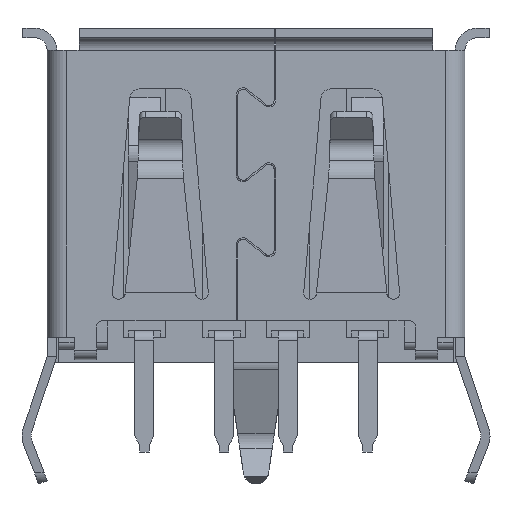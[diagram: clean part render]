
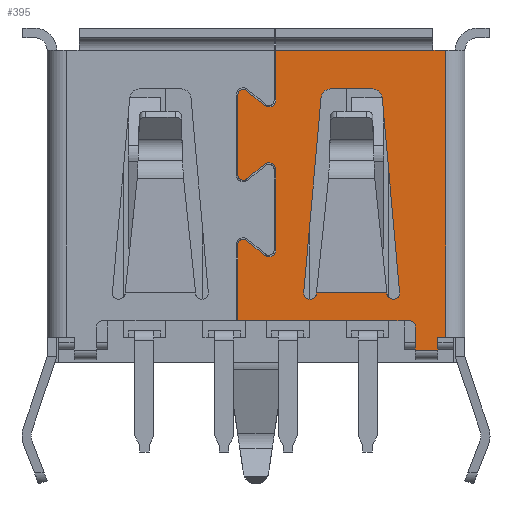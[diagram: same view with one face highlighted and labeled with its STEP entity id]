
A CAD part, front view. The second image highlights one B-rep face of the part: STEP entity #395.
In plain terms, the highlighted planar face has unit normal (0, -1, 0).
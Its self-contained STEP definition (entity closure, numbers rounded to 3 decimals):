
#395=ADVANCED_FACE('',(#1319,#1320),#1321,.T.);
#1319=FACE_OUTER_BOUND('',#2805,.T.);
#1320=FACE_BOUND('',#2806,.T.);
#1321=PLANE('',#2807);
#2805=EDGE_LOOP('',(#6779,#6780,#6781,#6782,#6783,#6784,#6785,#6786,#6787,#6788,#6789,#6790,#6791,#6792,#6793,#6794,#6795,#6796,#6797,#6798,#6799,#6800));
#2806=EDGE_LOOP('',(#6801,#6802,#6803,#6804,#6805,#6806,#6807,#6808,#6809,#6810));
#2807=AXIS2_PLACEMENT_3D('',#6811,#6812,#6813);
#6779=ORIENTED_EDGE('',*,*,#9968,.F.);
#6780=ORIENTED_EDGE('',*,*,#9969,.F.);
#6781=ORIENTED_EDGE('',*,*,#9970,.F.);
#6782=ORIENTED_EDGE('',*,*,#9971,.T.);
#6783=ORIENTED_EDGE('',*,*,#9972,.T.);
#6784=ORIENTED_EDGE('',*,*,#9973,.T.);
#6785=ORIENTED_EDGE('',*,*,#9974,.T.);
#6786=ORIENTED_EDGE('',*,*,#9975,.F.);
#6787=ORIENTED_EDGE('',*,*,#9976,.F.);
#6788=ORIENTED_EDGE('',*,*,#9977,.T.);
#6789=ORIENTED_EDGE('',*,*,#9978,.F.);
#6790=ORIENTED_EDGE('',*,*,#9979,.F.);
#6791=ORIENTED_EDGE('',*,*,#9980,.T.);
#6792=ORIENTED_EDGE('',*,*,#9981,.F.);
#6793=ORIENTED_EDGE('',*,*,#9982,.T.);
#6794=ORIENTED_EDGE('',*,*,#9983,.F.);
#6795=ORIENTED_EDGE('',*,*,#9984,.F.);
#6796=ORIENTED_EDGE('',*,*,#9985,.F.);
#6797=ORIENTED_EDGE('',*,*,#9986,.F.);
#6798=ORIENTED_EDGE('',*,*,#9987,.F.);
#6799=ORIENTED_EDGE('',*,*,#9988,.T.);
#6800=ORIENTED_EDGE('',*,*,#9989,.F.);
#6801=ORIENTED_EDGE('',*,*,#9990,.F.);
#6802=ORIENTED_EDGE('',*,*,#8895,.F.);
#6803=ORIENTED_EDGE('',*,*,#9991,.F.);
#6804=ORIENTED_EDGE('',*,*,#9992,.F.);
#6805=ORIENTED_EDGE('',*,*,#9993,.F.);
#6806=ORIENTED_EDGE('',*,*,#9994,.F.);
#6807=ORIENTED_EDGE('',*,*,#9995,.F.);
#6808=ORIENTED_EDGE('',*,*,#9937,.F.);
#6809=ORIENTED_EDGE('',*,*,#9934,.F.);
#6810=ORIENTED_EDGE('',*,*,#8903,.F.);
#6811=CARTESIAN_POINT('',(-5.95,-2.86,-4.8));
#6812=DIRECTION('',(0.0,-1.0,0.0));
#6813=DIRECTION('',(0.0,0.0,-1.0));
#8895=EDGE_CURVE('',#10653,#10656,#10657,.T.);
#8903=EDGE_CURVE('',#10670,#10662,#10672,.T.);
#9934=EDGE_CURVE('',#10662,#12414,#12415,.T.);
#9937=EDGE_CURVE('',#12414,#12417,#12419,.T.);
#9968=EDGE_CURVE('',#12478,#12479,#12480,.T.);
#9969=EDGE_CURVE('',#12481,#12478,#12482,.T.);
#9970=EDGE_CURVE('',#12483,#12481,#12484,.T.);
#9971=EDGE_CURVE('',#12483,#12485,#12486,.T.);
#9972=EDGE_CURVE('',#12485,#12487,#12488,.T.);
#9973=EDGE_CURVE('',#12487,#12489,#12490,.T.);
#9974=EDGE_CURVE('',#12489,#12491,#12492,.T.);
#9975=EDGE_CURVE('',#12493,#12491,#12494,.T.);
#9976=EDGE_CURVE('',#12495,#12493,#12496,.T.);
#9977=EDGE_CURVE('',#12495,#12497,#12498,.T.);
#9978=EDGE_CURVE('',#12499,#12497,#12500,.T.);
#9979=EDGE_CURVE('',#12501,#12499,#12502,.T.);
#9980=EDGE_CURVE('',#12501,#12503,#12504,.T.);
#9981=EDGE_CURVE('',#12505,#12503,#12506,.T.);
#9982=EDGE_CURVE('',#12505,#12507,#12508,.T.);
#9983=EDGE_CURVE('',#12509,#12507,#12510,.T.);
#9984=EDGE_CURVE('',#12511,#12509,#12512,.T.);
#9985=EDGE_CURVE('',#12513,#12511,#12514,.T.);
#9986=EDGE_CURVE('',#12515,#12513,#12516,.T.);
#9987=EDGE_CURVE('',#12517,#12515,#12518,.T.);
#9988=EDGE_CURVE('',#12517,#12519,#12520,.T.);
#9989=EDGE_CURVE('',#12479,#12519,#12521,.T.);
#9990=EDGE_CURVE('',#10656,#10670,#12522,.T.);
#9991=EDGE_CURVE('',#12523,#10653,#12524,.T.);
#9992=EDGE_CURVE('',#12525,#12523,#12526,.T.);
#9993=EDGE_CURVE('',#12527,#12525,#12528,.T.);
#9994=EDGE_CURVE('',#12529,#12527,#12530,.T.);
#9995=EDGE_CURVE('',#12417,#12529,#12531,.T.);
#10653=VERTEX_POINT('',#13385);
#10656=VERTEX_POINT('',#13389);
#10657=CIRCLE('',#13390,0.2);
#10662=VERTEX_POINT('',#13408);
#10670=VERTEX_POINT('',#13425);
#10672=CIRCLE('',#13428,0.2);
#12414=VERTEX_POINT('',#16278);
#12415=CIRCLE('',#16279,0.2);
#12417=VERTEX_POINT('',#16282);
#12419=LINE('',#16285,#16286);
#12478=VERTEX_POINT('',#16364);
#12479=VERTEX_POINT('',#16365);
#12480=LINE('',#16366,#16367);
#12481=VERTEX_POINT('',#16368);
#12482=CIRCLE('',#16369,0.2);
#12483=VERTEX_POINT('',#16370);
#12484=LINE('',#16371,#16372);
#12485=VERTEX_POINT('',#16373);
#12486=LINE('',#16374,#16375);
#12487=VERTEX_POINT('',#16376);
#12488=LINE('',#16377,#16378);
#12489=VERTEX_POINT('',#16379);
#12490=LINE('',#16380,#16381);
#12491=VERTEX_POINT('',#16382);
#12492=LINE('',#16383,#16384);
#12493=VERTEX_POINT('',#16385);
#12494=LINE('',#16386,#16387);
#12495=VERTEX_POINT('',#16388);
#12496=LINE('',#16389,#16390);
#12497=VERTEX_POINT('',#16391);
#12498=LINE('',#16392,#16393);
#12499=VERTEX_POINT('',#16394);
#12500=CIRCLE('',#16395,0.225);
#12501=VERTEX_POINT('',#16396);
#12502=LINE('',#16397,#16398);
#12503=VERTEX_POINT('',#16399);
#12504=CIRCLE('',#16400,0.175);
#12505=VERTEX_POINT('',#16401);
#12506=LINE('',#16402,#16403);
#12507=VERTEX_POINT('',#16404);
#12508=CIRCLE('',#16405,0.175);
#12509=VERTEX_POINT('',#16406);
#12510=LINE('',#16407,#16408);
#12511=VERTEX_POINT('',#16409);
#12512=CIRCLE('',#16410,0.225);
#12513=VERTEX_POINT('',#16411);
#12514=LINE('',#16412,#16413);
#12515=VERTEX_POINT('',#16414);
#12516=CIRCLE('',#16415,0.225);
#12517=VERTEX_POINT('',#16416);
#12518=LINE('',#16417,#16418);
#12519=VERTEX_POINT('',#16419);
#12520=CIRCLE('',#16420,0.175);
#12521=LINE('',#16421,#16422);
#12522=LINE('',#16423,#16424);
#12523=VERTEX_POINT('',#16425);
#12524=CIRCLE('',#16426,0.2);
#12525=VERTEX_POINT('',#16427);
#12526=LINE('',#16428,#16429);
#12527=VERTEX_POINT('',#16430);
#12528=CIRCLE('',#16431,0.3);
#12529=VERTEX_POINT('',#16432);
#12530=LINE('',#16433,#16434);
#12531=CIRCLE('',#16435,0.3);
#13385=CARTESIAN_POINT('',(1.495,-2.86,-2.81));
#13389=CARTESIAN_POINT('',(1.896,-2.86,-2.81));
#13390=AXIS2_PLACEMENT_3D('',#17844,#17845,#17846);
#13408=CARTESIAN_POINT('',(4.505,-2.86,-2.81));
#13425=CARTESIAN_POINT('',(4.104,-2.86,-2.81));
#13428=AXIS2_PLACEMENT_3D('',#17853,#17854,#17855);
#16278=CARTESIAN_POINT('',(4.504,-2.86,-2.792));
#16279=AXIS2_PLACEMENT_3D('',#19113,#19114,#19115);
#16282=CARTESIAN_POINT('',(3.959,-2.86,3.317));
#16285=CARTESIAN_POINT('',(4.504,-2.86,-2.792));
#16286=VECTOR('',#19118,6.133);
#16364=CARTESIAN_POINT('',(4.8,-2.86,-3.68));
#16365=CARTESIAN_POINT('',(-0.575,-2.86,-3.68));
#16366=CARTESIAN_POINT('',(4.8,-2.86,-3.68));
#16367=VECTOR('',#19171,5.375);
#16368=CARTESIAN_POINT('',(5.0,-2.86,-3.88));
#16369=AXIS2_PLACEMENT_3D('',#19172,#19173,#19174);
#16370=CARTESIAN_POINT('',(5.0,-2.86,-4.6));
#16371=CARTESIAN_POINT('',(5.0,-2.86,-4.6));
#16372=VECTOR('',#19175,0.72);
#16373=CARTESIAN_POINT('',(5.7,-2.86,-4.6));
#16374=CARTESIAN_POINT('',(5.0,-2.86,-4.6));
#16375=VECTOR('',#19176,0.7);
#16376=CARTESIAN_POINT('',(5.7,-2.86,-4.2));
#16377=CARTESIAN_POINT('',(5.7,-2.86,-4.6));
#16378=VECTOR('',#19177,0.4);
#16379=CARTESIAN_POINT('',(5.95,-2.86,-4.2));
#16380=CARTESIAN_POINT('',(5.7,-2.86,-4.2));
#16381=VECTOR('',#19178,0.25);
#16382=CARTESIAN_POINT('',(5.95,-2.86,4.8));
#16383=CARTESIAN_POINT('',(5.95,-2.86,-4.2));
#16384=VECTOR('',#19179,9.0);
#16385=CARTESIAN_POINT('',(5.55,-2.86,4.8));
#16386=CARTESIAN_POINT('',(5.55,-2.86,4.8));
#16387=VECTOR('',#19180,0.4);
#16388=CARTESIAN_POINT('',(0.625,-2.86,4.8));
#16389=CARTESIAN_POINT('',(0.625,-2.86,4.8));
#16390=VECTOR('',#19181,4.925);
#16391=CARTESIAN_POINT('',(0.625,-2.86,3.25));
#16392=CARTESIAN_POINT('',(0.625,-2.86,4.8));
#16393=VECTOR('',#19182,1.55);
#16394=CARTESIAN_POINT('',(0.255,-2.86,3.078));
#16395=AXIS2_PLACEMENT_3D('',#19183,#19184,#19185);
#16396=CARTESIAN_POINT('',(-0.287,-2.86,3.534));
#16397=CARTESIAN_POINT('',(-0.287,-2.86,3.534));
#16398=VECTOR('',#19186,0.709);
#16399=CARTESIAN_POINT('',(-0.575,-2.86,3.4));
#16400=AXIS2_PLACEMENT_3D('',#19187,#19188,#19189);
#16401=CARTESIAN_POINT('',(-0.575,-2.86,0.9));
#16402=CARTESIAN_POINT('',(-0.575,-2.86,0.9));
#16403=VECTOR('',#19190,2.5);
#16404=CARTESIAN_POINT('',(-0.287,-2.86,0.766));
#16405=AXIS2_PLACEMENT_3D('',#19191,#19192,#19193);
#16406=CARTESIAN_POINT('',(0.255,-2.86,1.222));
#16407=CARTESIAN_POINT('',(0.255,-2.86,1.222));
#16408=VECTOR('',#19194,0.709);
#16409=CARTESIAN_POINT('',(0.625,-2.86,1.05));
#16410=AXIS2_PLACEMENT_3D('',#19195,#19196,#19197);
#16411=CARTESIAN_POINT('',(0.625,-2.86,-1.45));
#16412=CARTESIAN_POINT('',(0.625,-2.86,-1.45));
#16413=VECTOR('',#19198,2.5);
#16414=CARTESIAN_POINT('',(0.255,-2.86,-1.622));
#16415=AXIS2_PLACEMENT_3D('',#19199,#19200,#19201);
#16416=CARTESIAN_POINT('',(-0.287,-2.86,-1.166));
#16417=CARTESIAN_POINT('',(-0.287,-2.86,-1.166));
#16418=VECTOR('',#19202,0.709);
#16419=CARTESIAN_POINT('',(-0.575,-2.86,-1.3));
#16420=AXIS2_PLACEMENT_3D('',#19203,#19204,#19205);
#16421=CARTESIAN_POINT('',(-0.575,-2.86,-3.68));
#16422=VECTOR('',#19206,2.38);
#16423=CARTESIAN_POINT('',(1.896,-2.86,-2.81));
#16424=VECTOR('',#19207,2.209);
#16425=CARTESIAN_POINT('',(1.496,-2.86,-2.792));
#16426=AXIS2_PLACEMENT_3D('',#19208,#19209,#19210);
#16427=CARTESIAN_POINT('',(2.041,-2.86,3.317));
#16428=CARTESIAN_POINT('',(2.041,-2.86,3.317));
#16429=VECTOR('',#19211,6.133);
#16430=CARTESIAN_POINT('',(2.34,-2.86,3.59));
#16431=AXIS2_PLACEMENT_3D('',#19212,#19213,#19214);
#16432=CARTESIAN_POINT('',(3.66,-2.86,3.59));
#16433=CARTESIAN_POINT('',(3.66,-2.86,3.59));
#16434=VECTOR('',#19215,1.32);
#16435=AXIS2_PLACEMENT_3D('',#19216,#19217,#19218);
#17844=CARTESIAN_POINT('',(1.695,-2.86,-2.81));
#17845=DIRECTION('',(0.0,-1.0,0.0));
#17846=DIRECTION('',(-0.996,0.0,0.089));
#17853=CARTESIAN_POINT('',(4.305,-2.86,-2.81));
#17854=DIRECTION('',(0.0,-1.0,0.0));
#17855=DIRECTION('',(-1.0,0.0,0.0));
#19113=CARTESIAN_POINT('',(4.305,-2.86,-2.81));
#19114=DIRECTION('',(0.0,-1.0,0.0));
#19115=DIRECTION('',(-1.0,0.0,0.0));
#19118=DIRECTION('',(-0.089,0.0,0.996));
#19171=DIRECTION('',(-1.0,0.0,0.0));
#19172=CARTESIAN_POINT('',(4.8,-2.86,-3.88));
#19173=DIRECTION('',(0.0,-1.0,0.0));
#19174=DIRECTION('',(1.0,0.0,0.0));
#19175=DIRECTION('',(0.0,0.0,1.0));
#19176=DIRECTION('',(1.0,0.0,0.0));
#19177=DIRECTION('',(0.0,0.0,1.0));
#19178=DIRECTION('',(1.0,0.0,0.0));
#19179=DIRECTION('',(0.0,0.0,1.0));
#19180=DIRECTION('',(1.0,0.0,0.0));
#19181=DIRECTION('',(1.0,0.0,0.0));
#19182=DIRECTION('',(0.0,0.0,-1.0));
#19183=CARTESIAN_POINT('',(0.4,-2.86,3.25));
#19184=DIRECTION('',(0.0,-1.0,-0.0));
#19185=DIRECTION('',(-0.644,0.0,-0.765));
#19186=DIRECTION('',(0.765,0.0,-0.644));
#19187=CARTESIAN_POINT('',(-0.4,-2.86,3.4));
#19188=DIRECTION('',(0.0,-1.0,0.0));
#19189=DIRECTION('',(0.644,0.0,0.765));
#19190=DIRECTION('',(0.0,0.0,1.0));
#19191=CARTESIAN_POINT('',(-0.4,-2.86,0.9));
#19192=DIRECTION('',(0.0,-1.0,0.0));
#19193=DIRECTION('',(-1.0,0.0,0.0));
#19194=DIRECTION('',(-0.765,0.0,-0.644));
#19195=CARTESIAN_POINT('',(0.4,-2.86,1.05));
#19196=DIRECTION('',(0.0,-1.0,0.0));
#19197=DIRECTION('',(1.0,0.0,0.0));
#19198=DIRECTION('',(0.0,0.0,1.0));
#19199=CARTESIAN_POINT('',(0.4,-2.86,-1.45));
#19200=DIRECTION('',(0.0,-1.0,-0.0));
#19201=DIRECTION('',(-0.644,0.0,-0.765));
#19202=DIRECTION('',(0.765,0.0,-0.644));
#19203=CARTESIAN_POINT('',(-0.4,-2.86,-1.3));
#19204=DIRECTION('',(0.0,-1.0,0.0));
#19205=DIRECTION('',(0.644,0.0,0.765));
#19206=DIRECTION('',(0.0,0.0,1.0));
#19207=DIRECTION('',(1.0,0.0,0.0));
#19208=CARTESIAN_POINT('',(1.695,-2.86,-2.81));
#19209=DIRECTION('',(0.0,-1.0,0.0));
#19210=DIRECTION('',(-0.996,0.0,0.089));
#19211=DIRECTION('',(-0.089,0.0,-0.996));
#19212=CARTESIAN_POINT('',(2.34,-2.86,3.29));
#19213=DIRECTION('',(0.0,-1.0,0.0));
#19214=DIRECTION('',(0.,0.0,1.0));
#19215=DIRECTION('',(-1.0,0.0,0.0));
#19216=CARTESIAN_POINT('',(3.66,-2.86,3.29));
#19217=DIRECTION('',(0.0,-1.0,0.0));
#19218=DIRECTION('',(0.996,0.0,0.089));
